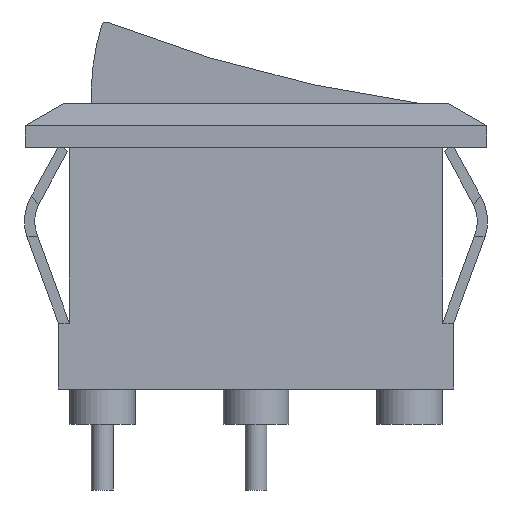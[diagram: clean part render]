
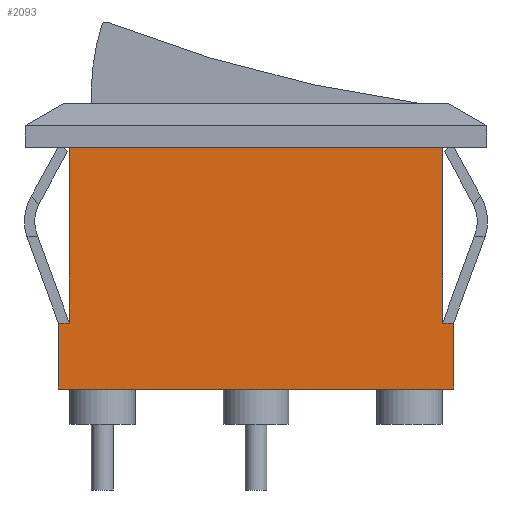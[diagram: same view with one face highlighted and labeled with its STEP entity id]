
A CAD part, front view. The second image highlights one B-rep face of the part: STEP entity #2093.
In plain terms, the highlighted planar face has unit normal (0, -1, 0).
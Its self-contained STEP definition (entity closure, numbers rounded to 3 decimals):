
#12 = VECTOR ( 'NONE', #2766, 1000. ) ;
#60 = VERTEX_POINT ( 'NONE', #1587 ) ;
#93 = CARTESIAN_POINT ( 'NONE',  ( -1.215, 1.5, 3. ) ) ;
#198 = CARTESIAN_POINT ( 'NONE',  ( 2., 1.5, 11. ) ) ;
#206 = DIRECTION ( 'NONE',  ( 0., 0., -1. ) ) ;
#235 = EDGE_CURVE ( 'NONE', #2329, #338, #2699, .T. ) ;
#248 = DIRECTION ( 'NONE',  ( -1., 0., 0. ) ) ;
#338 = VERTEX_POINT ( 'NONE', #198 ) ;
#365 = CARTESIAN_POINT ( 'NONE',  ( 19.5, 1.5, 3. ) ) ;
#383 = ORIENTED_EDGE ( 'NONE', *, *, #235, .F. ) ;
#444 = LINE ( 'NONE', #2338, #1227 ) ;
#539 = VECTOR ( 'NONE', #2941, 1000. ) ;
#548 = EDGE_CURVE ( 'NONE', #3183, #2954, #3089, .T. ) ;
#709 = ORIENTED_EDGE ( 'NONE', *, *, #2811, .F. ) ;
#718 = ORIENTED_EDGE ( 'NONE', *, *, #1696, .F. ) ;
#818 = DIRECTION ( 'NONE',  ( 1., 0., 0. ) ) ;
#837 = DIRECTION ( 'NONE',  ( -1., 0., 0. ) ) ;
#940 = CARTESIAN_POINT ( 'NONE',  ( 1.5, 1.5, 0. ) ) ;
#972 = CARTESIAN_POINT ( 'NONE',  ( 19., 1.5, 3. ) ) ;
#1099 = CARTESIAN_POINT ( 'NONE',  ( 19.5, 1.5, 11. ) ) ;
#1171 = DIRECTION ( 'NONE',  ( 0., 0., 1. ) ) ;
#1209 = ORIENTED_EDGE ( 'NONE', *, *, #3018, .T. ) ;
#1227 = VECTOR ( 'NONE', #818, 1000. ) ;
#1250 = VERTEX_POINT ( 'NONE', #365 ) ;
#1354 = LINE ( 'NONE', #1993, #12 ) ;
#1431 = EDGE_CURVE ( 'NONE', #2627, #3258, #1354, .T. ) ;
#1514 = VECTOR ( 'NONE', #2133, 1000. ) ;
#1527 = CARTESIAN_POINT ( 'NONE',  ( 19.5, 1.5, 0. ) ) ;
#1533 = PLANE ( 'NONE',  #1768 ) ;
#1540 = VECTOR ( 'NONE', #1171, 1000. ) ;
#1566 = CARTESIAN_POINT ( 'NONE',  ( 19.5, 1.5, 11. ) ) ;
#1587 = CARTESIAN_POINT ( 'NONE',  ( 1.5, 1.5, 3. ) ) ;
#1600 = ORIENTED_EDGE ( 'NONE', *, *, #2496, .T. ) ;
#1644 = CARTESIAN_POINT ( 'NONE',  ( 19., 1.5, 11. ) ) ;
#1696 = EDGE_CURVE ( 'NONE', #3258, #1250, #444, .T. ) ;
#1768 = AXIS2_PLACEMENT_3D ( 'NONE', #1566, #2029, #2540 ) ;
#1959 = ORIENTED_EDGE ( 'NONE', *, *, #2863, .F. ) ;
#1980 = VECTOR ( 'NONE', #206, 1000. ) ;
#1993 = CARTESIAN_POINT ( 'NONE',  ( 19., 1.5, 3. ) ) ;
#2029 = DIRECTION ( 'NONE',  ( 0., -1., 0. ) ) ;
#2074 = CARTESIAN_POINT ( 'NONE',  ( 2., 1.5, 3. ) ) ;
#2093 = ADVANCED_FACE ( 'NONE', ( #2432 ), #1533, .T. ) ;
#2102 = LINE ( 'NONE', #93, #1514 ) ;
#2133 = DIRECTION ( 'NONE',  ( 1., 0., 0. ) ) ;
#2147 = VECTOR ( 'NONE', #837, 1000. ) ;
#2156 = CARTESIAN_POINT ( 'NONE',  ( 2., 1.5, 3. ) ) ;
#2225 = LINE ( 'NONE', #2456, #539 ) ;
#2329 = VERTEX_POINT ( 'NONE', #2074 ) ;
#2338 = CARTESIAN_POINT ( 'NONE',  ( 22.215, 1.5, 3. ) ) ;
#2432 = FACE_OUTER_BOUND ( 'NONE', #2877, .T. ) ;
#2454 = VECTOR ( 'NONE', #248, 1000. ) ;
#2456 = CARTESIAN_POINT ( 'NONE',  ( 19.5, 1.5, 11. ) ) ;
#2496 = EDGE_CURVE ( 'NONE', #2627, #338, #2749, .T. ) ;
#2540 = DIRECTION ( 'NONE',  ( 0., 0., -1. ) ) ;
#2627 = VERTEX_POINT ( 'NONE', #1644 ) ;
#2692 = CARTESIAN_POINT ( 'NONE',  ( 19.5, 1.5, 0. ) ) ;
#2699 = LINE ( 'NONE', #2156, #1540 ) ;
#2749 = LINE ( 'NONE', #1099, #2147 ) ;
#2750 = ORIENTED_EDGE ( 'NONE', *, *, #548, .F. ) ;
#2766 = DIRECTION ( 'NONE',  ( 0., 0., -1. ) ) ;
#2811 = EDGE_CURVE ( 'NONE', #60, #2329, #2102, .T. ) ;
#2863 = EDGE_CURVE ( 'NONE', #1250, #3183, #2225, .T. ) ;
#2877 = EDGE_LOOP ( 'NONE', ( #718, #3062, #1600, #383, #709, #1209, #2750, #1959 ) ) ;
#2941 = DIRECTION ( 'NONE',  ( 0., 0., -1. ) ) ;
#2954 = VERTEX_POINT ( 'NONE', #940 ) ;
#3018 = EDGE_CURVE ( 'NONE', #60, #2954, #3061, .T. ) ;
#3061 = LINE ( 'NONE', #3231, #1980 ) ;
#3062 = ORIENTED_EDGE ( 'NONE', *, *, #1431, .F. ) ;
#3089 = LINE ( 'NONE', #1527, #2454 ) ;
#3183 = VERTEX_POINT ( 'NONE', #2692 ) ;
#3231 = CARTESIAN_POINT ( 'NONE',  ( 1.5, 1.5, 11. ) ) ;
#3258 = VERTEX_POINT ( 'NONE', #972 ) ;
